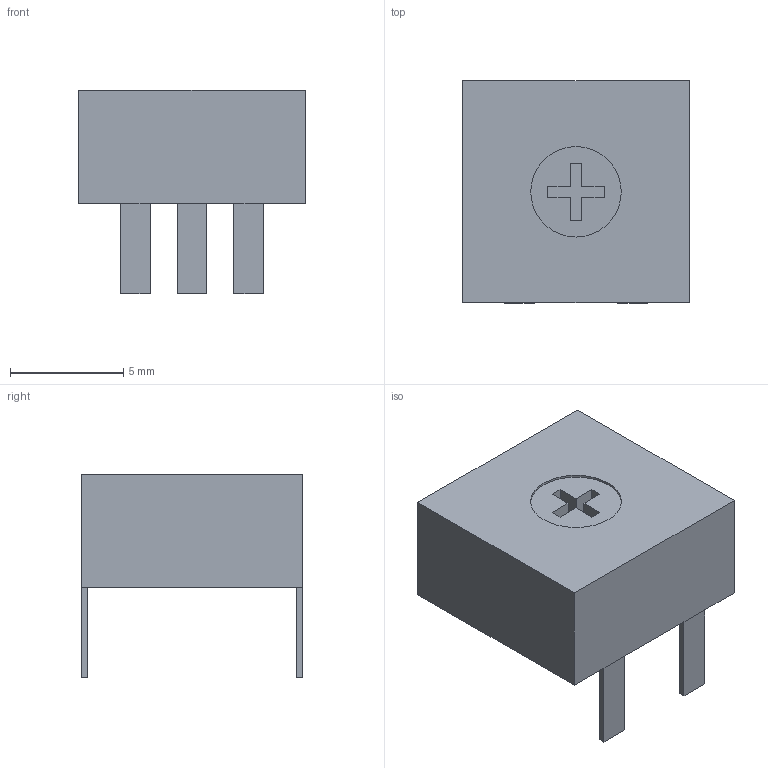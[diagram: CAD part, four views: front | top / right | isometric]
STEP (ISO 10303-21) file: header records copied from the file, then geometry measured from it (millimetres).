
FILE_DESCRIPTION(('FreeCAD Model'),'2;1');
FILE_NAME('ACP470.step', '2020-11-15T15:29:01',('kicad StepUp'),('ksu MCAD'), 'Open CASCADE STEP processor 7.4','FreeCAD','Unknown');
FILE_SCHEMA(('AUTOMOTIVE_DESIGN { 1 0 10303 214 1 1 1 1 }'));
Length unit declared in the file: millimetre
Products named in the file (1): ACP470
Bounding box: 10 x 9.8 x 9 mm (x, y, z)
Volume: 491.2 mm3; surface area: 443.7 mm2
Topology: 1 solids, 1 shells, 36 faces, 90 edges, 58 vertices
Faces by surface type: plane 35, cylinder 1
Full cylindrical faces by diameter (mm): 4 x1
Entity records: 1325 total; most frequent: CARTESIAN_POINT 185, ORIENTED_EDGE 180, DIRECTION 166, EDGE_CURVE 90, LINE 88, VECTOR 88, VERTEX_POINT 58, AXIS2_PLACEMENT_3D 39
